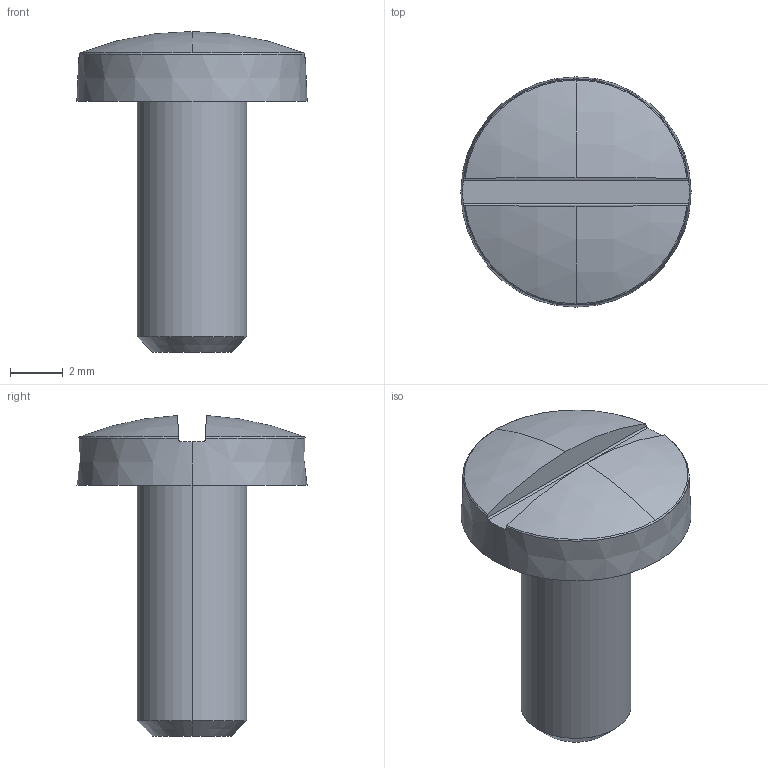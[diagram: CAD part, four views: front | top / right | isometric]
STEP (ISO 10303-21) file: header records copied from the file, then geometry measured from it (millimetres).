
FILE_DESCRIPTION (( 'STEP AP203' ), '1' );
FILE_NAME ('94611A192_NO THREADS_Plastic Binding Head Slotted Screws.STEP', '2022-12-02T20:02:08', ( 'Administrator' ), ( 'Managed by Terraform' ), 'SwSTEP 2.0', 'SolidWorks 2017', '' );
FILE_SCHEMA (( 'CONFIG_CONTROL_DESIGN' ));
Length unit declared in the file: inch
Products named in the file (1): 94611A192_NO THREADS_Plastic Binding Head Slotted Screws
Bounding box: 8.74 x 8.74 x 12.18 mm (x, y, z)
Volume: 253.6 mm3; surface area: 299.9 mm2
Topology: 1 solids, 1 shells, 19 faces, 46 edges, 30 vertices
Faces by surface type: plane 5, cylinder 4, cone 4, sphere 4, torus 2
Entity records: 743 total; most frequent: CARTESIAN_POINT 216, DIRECTION 98, ORIENTED_EDGE 92, EDGE_CURVE 46, AXIS2_PLACEMENT_3D 44, VERTEX_POINT 30, CIRCLE 24, EDGE_LOOP 20
